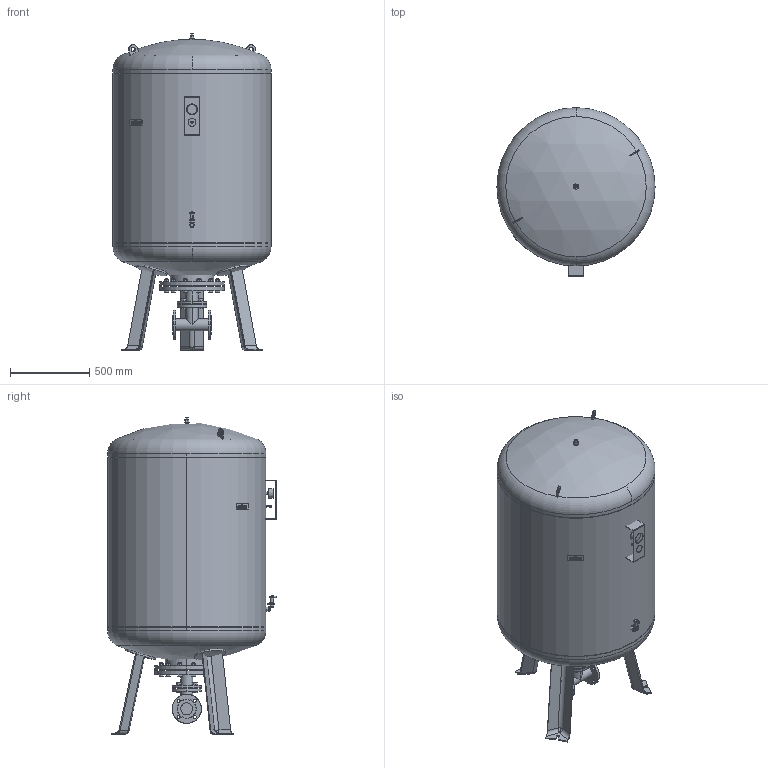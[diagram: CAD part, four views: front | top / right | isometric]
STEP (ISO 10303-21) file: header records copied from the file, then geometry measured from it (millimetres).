
FILE_DESCRIPTION((''),'2;1');
FILE_NAME('3d_DT51000(1000mm)_10bar-7320105.stp','2009-12-29T14:04:54',(''),(''),'Mechanical Desktop 2008','Mechanical Desktop 2008',', , ');
FILE_SCHEMA(('CONFIG_CONTROL_DESIGN'));
Length unit declared in the file: millimetre
Products named in the file (1): Product
Bounding box: 1000 x 1066 x 2000 mm (x, y, z)
Volume: 1092466051.4 mm3; surface area: 10645373.3 mm2
Topology: 31 solids, 31 shells, 777 faces, 1893 edges, 1225 vertices
Faces by surface type: plane 417, cylinder 187, bspline 82, cone 67, sphere 12, torus 12
Entity records: 24501 total; most frequent: CARTESIAN_POINT 5978, DIRECTION 3833, ORIENTED_EDGE 3754, EDGE_CURVE 1877, AXIS2_PLACEMENT_3D 1339, VERTEX_POINT 1225, VECTOR 1155, LINE 1155
